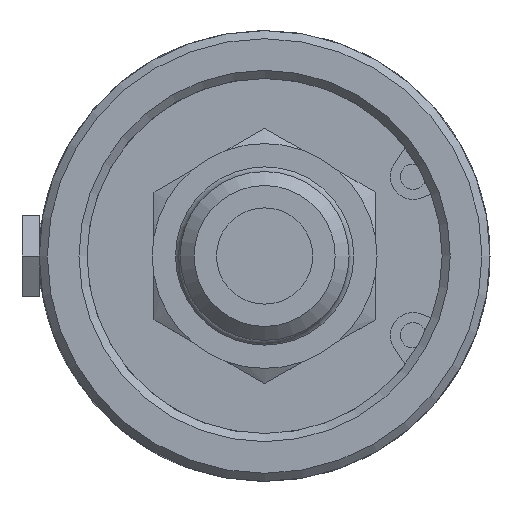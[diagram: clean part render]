
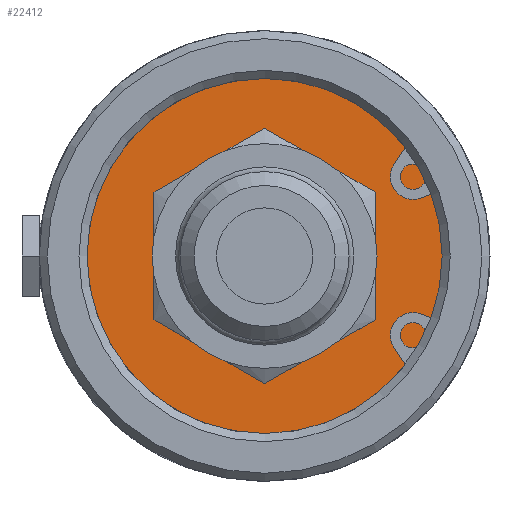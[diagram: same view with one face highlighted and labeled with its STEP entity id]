
A CAD part, left-side view. The second image highlights one B-rep face of the part: STEP entity #22412.
In plain terms, the highlighted planar face has unit normal (-1, 0, 0).
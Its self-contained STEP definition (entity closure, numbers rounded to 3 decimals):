
#178=FACE_BOUND('',#6300,.T.);
#3835=PLANE('',#23648);
#4998=FACE_OUTER_BOUND('',#6299,.T.);
#6299=EDGE_LOOP('',(#19627,#19628));
#6300=EDGE_LOOP('',(#19629));
#8112=CIRCLE('',#23554,8.5);
#8164=CIRCLE('',#23649,18.59);
#8165=CIRCLE('',#23650,18.59);
#10171=VERTEX_POINT('',#48954);
#10248=VERTEX_POINT('',#50002);
#10249=VERTEX_POINT('',#50003);
#13267=EDGE_CURVE('',#10171,#10171,#8112,.T.);
#13399=EDGE_CURVE('',#10248,#10249,#8164,.T.);
#13400=EDGE_CURVE('',#10249,#10248,#8165,.T.);
#19627=ORIENTED_EDGE('',*,*,#13399,.F.);
#19628=ORIENTED_EDGE('',*,*,#13400,.F.);
#19629=ORIENTED_EDGE('',*,*,#13267,.T.);
#22412=ADVANCED_FACE('',(#4998,#178),#3835,.T.);
#23554=AXIS2_PLACEMENT_3D('',#48955,#27102,#27103);
#23648=AXIS2_PLACEMENT_3D('',#50001,#27318,#27319);
#23649=AXIS2_PLACEMENT_3D('',#50004,#27320,#27321);
#23650=AXIS2_PLACEMENT_3D('',#50005,#27322,#27323);
#27102=DIRECTION('center_axis',(1.,0.,0.));
#27103=DIRECTION('ref_axis',(0.,-1.,0.));
#27318=DIRECTION('center_axis',(-1.,0.,0.));
#27319=DIRECTION('ref_axis',(0.,0.,1.));
#27320=DIRECTION('center_axis',(1.,0.,0.));
#27321=DIRECTION('ref_axis',(0.,1.,0.));
#27322=DIRECTION('center_axis',(1.,0.,0.));
#27323=DIRECTION('ref_axis',(0.,1.,0.));
#48954=CARTESIAN_POINT('',(3.76,8.5,0.));
#48955=CARTESIAN_POINT('Origin',(3.76,0.,0.));
#50001=CARTESIAN_POINT('Origin',(3.76,9.295,0.));
#50002=CARTESIAN_POINT('',(3.76,18.59,0.));
#50003=CARTESIAN_POINT('',(3.76,-18.59,0.));
#50004=CARTESIAN_POINT('Origin',(3.76,0.,0.));
#50005=CARTESIAN_POINT('Origin',(3.76,0.,0.));
